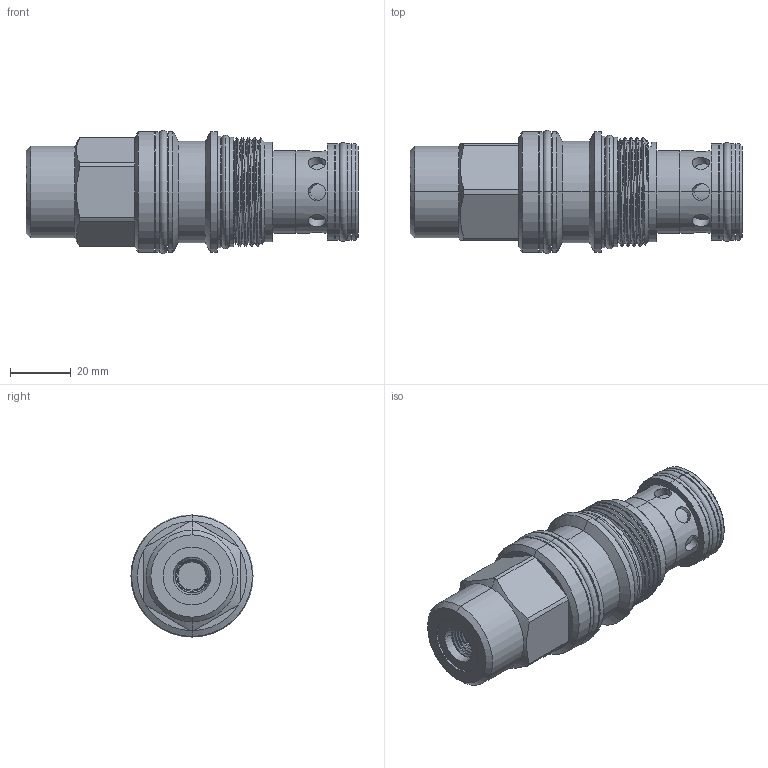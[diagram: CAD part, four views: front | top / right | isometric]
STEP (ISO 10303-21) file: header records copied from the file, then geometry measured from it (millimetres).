
FILE_DESCRIPTION (( 'STEP AP203' ), '1' );
FILE_NAME ('LB17A3S-S04.STEP', '2020-04-08T07:39:31', ( '' ), ( '' ), 'SwSTEP 2.0', 'SolidWorks 2018', '' );
FILE_SCHEMA (( 'CONFIG_CONTROL_DESIGN' ));
Length unit declared in the file: millimetre
Products named in the file (1): LB17A3S-S04
Bounding box: 108.88 x 40.39 x 40.39 mm (x, y, z)
Volume: 89538.8 mm3; surface area: 21975.1 mm2
Topology: 4 solids, 4 shells, 198 faces, 444 edges, 275 vertices
Faces by surface type: cylinder 113, plane 38, cone 33, torus 8, bspline 6
Entity records: 9096 total; most frequent: CARTESIAN_POINT 4742, DIRECTION 899, ORIENTED_EDGE 888, EDGE_CURVE 444, AXIS2_PLACEMENT_3D 373, VERTEX_POINT 275, EDGE_LOOP 225, ADVANCED_FACE 198
